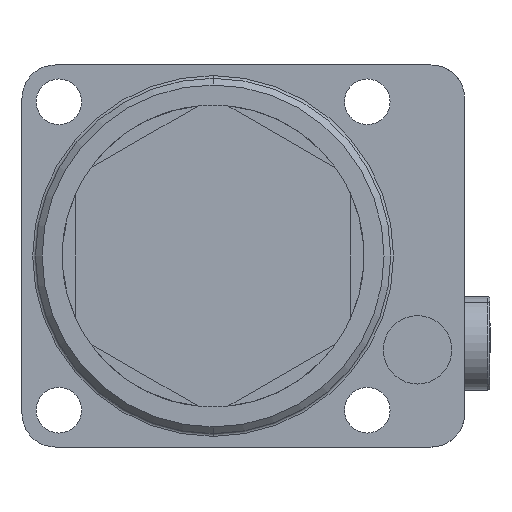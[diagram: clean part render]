
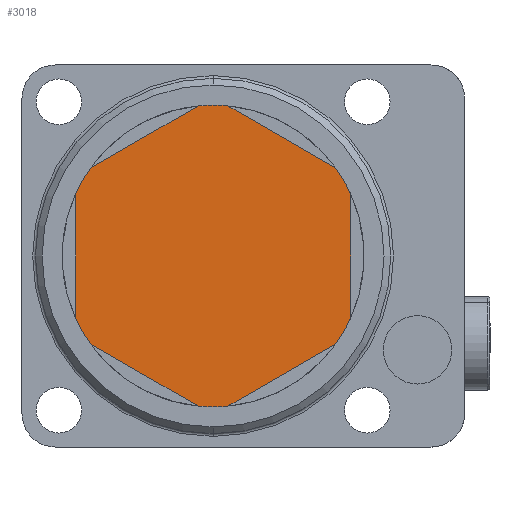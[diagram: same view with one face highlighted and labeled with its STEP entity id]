
A CAD part, front view. The second image highlights one B-rep face of the part: STEP entity #3018.
In plain terms, the highlighted planar face has unit normal (0, -1, 0).
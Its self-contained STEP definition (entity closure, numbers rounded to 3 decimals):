
#339 = ORIENTED_EDGE ( 'NONE', *, *, #4785, .T. ) ;
#420 = ORIENTED_EDGE ( 'NONE', *, *, #4793, .T. ) ;
#520 = ORIENTED_EDGE ( 'NONE', *, *, #4720, .T. ) ;
#522 = ORIENTED_EDGE ( 'NONE', *, *, #4777, .T. ) ;
#529 = ORIENTED_EDGE ( 'NONE', *, *, #4781, .T. ) ;
#587 = ORIENTED_EDGE ( 'NONE', *, *, #4724, .T. ) ;
#605 = EDGE_LOOP ( 'NONE', ( #529, #763, #522, #520, #784, #750, #420, #738, #704, #587, #751, #747, #339, #776 ) ) ;
#702 = VERTEX_POINT ( 'NONE', #2106 ) ;
#704 = ORIENTED_EDGE ( 'NONE', *, *, #4794, .T. ) ;
#738 = ORIENTED_EDGE ( 'NONE', *, *, #4728, .T. ) ;
#747 = ORIENTED_EDGE ( 'NONE', *, *, #4795, .T. ) ;
#750 = ORIENTED_EDGE ( 'NONE', *, *, #4732, .T. ) ;
#751 = ORIENTED_EDGE ( 'NONE', *, *, #4789, .T. ) ;
#763 = ORIENTED_EDGE ( 'NONE', *, *, #4791, .T. ) ;
#776 = ORIENTED_EDGE ( 'NONE', *, *, #4796, .T. ) ;
#784 = ORIENTED_EDGE ( 'NONE', *, *, #4792, .T. ) ;
#1563 = CARTESIAN_POINT ( 'NONE',  ( 20.5, -20., 9.274 ) ) ;
#1581 = CARTESIAN_POINT ( 'NONE',  ( -18.281, -20., 13.117 ) ) ;
#1585 = CARTESIAN_POINT ( 'NONE',  ( 18.281, -20., -13.117 ) ) ;
#1801 = CARTESIAN_POINT ( 'NONE',  ( 2.219, -20., 22.39 ) ) ;
#1857 = CARTESIAN_POINT ( 'NONE',  ( -2.219, -20., 22.39 ) ) ;
#1884 = CARTESIAN_POINT ( 'NONE',  ( -20.5, -20., 9.274 ) ) ;
#1975 = CARTESIAN_POINT ( 'NONE',  ( 0., -20., -22.5 ) ) ;
#1976 = DIRECTION ( 'NONE',  ( 0., 0., -1. ) ) ;
#1977 = DIRECTION ( 'NONE',  ( 0., -1., 0. ) ) ;
#1982 = PLANE ( 'NONE',  #4673 ) ;
#1984 = CARTESIAN_POINT ( 'NONE',  ( 0., -20., 0. ) ) ;
#2065 = CARTESIAN_POINT ( 'NONE',  ( 18.281, -20., 13.117 ) ) ;
#2069 = CARTESIAN_POINT ( 'NONE',  ( 20.5, -20., -9.274 ) ) ;
#2077 = CARTESIAN_POINT ( 'NONE',  ( 0., -20., 22.5 ) ) ;
#2080 = CARTESIAN_POINT ( 'NONE',  ( -18.281, -20., -13.117 ) ) ;
#2106 = CARTESIAN_POINT ( 'NONE',  ( 2.219, -20., -22.39 ) ) ;
#2107 = CARTESIAN_POINT ( 'NONE',  ( -2.219, -20., -22.39 ) ) ;
#2114 = CARTESIAN_POINT ( 'NONE',  ( -20.5, -20., -9.274 ) ) ;
#2305 = VECTOR ( 'NONE', #3512, 1000. ) ;
#2307 = VECTOR ( 'NONE', #3518, 1000. ) ;
#2308 = LINE ( 'NONE', #3515, #2305 ) ;
#2309 = VECTOR ( 'NONE', #3521, 1000. ) ;
#2310 = LINE ( 'NONE', #3520, #2307 ) ;
#2311 = VECTOR ( 'NONE', #3524, 1000. ) ;
#2312 = LINE ( 'NONE', #3523, #2309 ) ;
#2313 = VECTOR ( 'NONE', #3526, 1000. ) ;
#2314 = LINE ( 'NONE', #3525, #2311 ) ;
#2315 = VECTOR ( 'NONE', #3536, 1000. ) ;
#2316 = LINE ( 'NONE', #3527, #2313 ) ;
#2317 = LINE ( 'NONE', #3537, #2315 ) ;
#2320 = CIRCLE ( 'NONE', #4459, 22.5 ) ;
#2326 = CIRCLE ( 'NONE', #4461, 22.5 ) ;
#2332 = CIRCLE ( 'NONE', #4463, 22.5 ) ;
#2337 = CIRCLE ( 'NONE', #4465, 22.5 ) ;
#2408 = CIRCLE ( 'NONE', #4477, 22.5 ) ;
#2414 = CIRCLE ( 'NONE', #4479, 22.5 ) ;
#2423 = CIRCLE ( 'NONE', #4481, 22.5 ) ;
#2426 = CIRCLE ( 'NONE', #4483, 22.5 ) ;
#2719 = FACE_OUTER_BOUND ( 'NONE', #605, .T. ) ;
#2786 = VERTEX_POINT ( 'NONE', #2114 ) ;
#2792 = VERTEX_POINT ( 'NONE', #2107 ) ;
#2814 = VERTEX_POINT ( 'NONE', #2080 ) ;
#2816 = VERTEX_POINT ( 'NONE', #2077 ) ;
#2823 = VERTEX_POINT ( 'NONE', #2069 ) ;
#2826 = VERTEX_POINT ( 'NONE', #2065 ) ;
#2865 = VERTEX_POINT ( 'NONE', #1975 ) ;
#2891 = VERTEX_POINT ( 'NONE', #1884 ) ;
#2897 = VERTEX_POINT ( 'NONE', #1857 ) ;
#2912 = VERTEX_POINT ( 'NONE', #1801 ) ;
#2971 = VERTEX_POINT ( 'NONE', #1585 ) ;
#2973 = VERTEX_POINT ( 'NONE', #1581 ) ;
#2978 = VERTEX_POINT ( 'NONE', #1563 ) ;
#3018 = ADVANCED_FACE ( 'NONE', ( #2719 ), #1982, .T. ) ;
#3171 = DIRECTION ( 'NONE',  ( 0., 0., -1. ) ) ;
#3177 = CARTESIAN_POINT ( 'NONE',  ( 0., -20., 0. ) ) ;
#3183 = DIRECTION ( 'NONE',  ( 0., -1., 0. ) ) ;
#3208 = DIRECTION ( 'NONE',  ( 0., -1., 0. ) ) ;
#3210 = CARTESIAN_POINT ( 'NONE',  ( 0., -20., 0. ) ) ;
#3230 = DIRECTION ( 'NONE',  ( 0., 0., -1. ) ) ;
#3254 = DIRECTION ( 'NONE',  ( 0., 0., -1. ) ) ;
#3269 = DIRECTION ( 'NONE',  ( 0., -1., 0. ) ) ;
#3275 = CARTESIAN_POINT ( 'NONE',  ( 0., -20., 0. ) ) ;
#3320 = DIRECTION ( 'NONE',  ( 0., 0., -1. ) ) ;
#3327 = DIRECTION ( 'NONE',  ( 0., -1., 0. ) ) ;
#3372 = CARTESIAN_POINT ( 'NONE',  ( 0., -20., 0. ) ) ;
#3512 = DIRECTION ( 'NONE',  ( 0., 0., -1. ) ) ;
#3515 = CARTESIAN_POINT ( 'NONE',  ( -20.5, -20., 0. ) ) ;
#3518 = DIRECTION ( 'NONE',  ( -0.866, 0., -0.5 ) ) ;
#3520 = CARTESIAN_POINT ( 'NONE',  ( -10.25, -20., 17.754 ) ) ;
#3521 = DIRECTION ( 'NONE',  ( -0.866, 0., 0.5 ) ) ;
#3523 = CARTESIAN_POINT ( 'NONE',  ( 10.25, -20., 17.754 ) ) ;
#3524 = DIRECTION ( 'NONE',  ( 0., 0., 1. ) ) ;
#3525 = CARTESIAN_POINT ( 'NONE',  ( 20.5, -20., 0. ) ) ;
#3526 = DIRECTION ( 'NONE',  ( 0.866, 0., 0.5 ) ) ;
#3527 = CARTESIAN_POINT ( 'NONE',  ( 10.25, -20., -17.754 ) ) ;
#3532 = DIRECTION ( 'NONE',  ( 0., 0., -1. ) ) ;
#3534 = DIRECTION ( 'NONE',  ( 0., -1., 0. ) ) ;
#3535 = CARTESIAN_POINT ( 'NONE',  ( 0., -20., 0. ) ) ;
#3536 = DIRECTION ( 'NONE',  ( 0.866, 0., -0.5 ) ) ;
#3537 = CARTESIAN_POINT ( 'NONE',  ( -10.25, -20., -17.754 ) ) ;
#3543 = DIRECTION ( 'NONE',  ( 0., 0., -1. ) ) ;
#3544 = DIRECTION ( 'NONE',  ( 0., -1., 0. ) ) ;
#3545 = CARTESIAN_POINT ( 'NONE',  ( 0., -20., 0. ) ) ;
#3561 = DIRECTION ( 'NONE',  ( 0., 0., -1. ) ) ;
#3562 = DIRECTION ( 'NONE',  ( 0., -1., 0. ) ) ;
#3566 = CARTESIAN_POINT ( 'NONE',  ( 0., -20., 0. ) ) ;
#3578 = DIRECTION ( 'NONE',  ( 0., 0., -1. ) ) ;
#3579 = DIRECTION ( 'NONE',  ( 0., -1., 0. ) ) ;
#3581 = CARTESIAN_POINT ( 'NONE',  ( 0., -20., 0. ) ) ;
#4459 = AXIS2_PLACEMENT_3D ( 'NONE', #3535, #3534, #3532 ) ;
#4461 = AXIS2_PLACEMENT_3D ( 'NONE', #3545, #3544, #3543 ) ;
#4463 = AXIS2_PLACEMENT_3D ( 'NONE', #3566, #3562, #3561 ) ;
#4465 = AXIS2_PLACEMENT_3D ( 'NONE', #3581, #3579, #3578 ) ;
#4477 = AXIS2_PLACEMENT_3D ( 'NONE', #3177, #3183, #3171 ) ;
#4479 = AXIS2_PLACEMENT_3D ( 'NONE', #3210, #3208, #3230 ) ;
#4481 = AXIS2_PLACEMENT_3D ( 'NONE', #3275, #3269, #3254 ) ;
#4483 = AXIS2_PLACEMENT_3D ( 'NONE', #3372, #3327, #3320 ) ;
#4673 = AXIS2_PLACEMENT_3D ( 'NONE', #1984, #1977, #1976 ) ;
#4720 = EDGE_CURVE ( 'NONE', #2865, #702, #2426, .T. ) ;
#4724 = EDGE_CURVE ( 'NONE', #2912, #2816, #2423, .T. ) ;
#4728 = EDGE_CURVE ( 'NONE', #2978, #2826, #2414, .T. ) ;
#4732 = EDGE_CURVE ( 'NONE', #2971, #2823, #2408, .T. ) ;
#4777 = EDGE_CURVE ( 'NONE', #2792, #2865, #2337, .T. ) ;
#4781 = EDGE_CURVE ( 'NONE', #2786, #2814, #2332, .T. ) ;
#4785 = EDGE_CURVE ( 'NONE', #2973, #2891, #2326, .T. ) ;
#4789 = EDGE_CURVE ( 'NONE', #2816, #2897, #2320, .T. ) ;
#4791 = EDGE_CURVE ( 'NONE', #2814, #2792, #2317, .T. ) ;
#4792 = EDGE_CURVE ( 'NONE', #702, #2971, #2316, .T. ) ;
#4793 = EDGE_CURVE ( 'NONE', #2823, #2978, #2314, .T. ) ;
#4794 = EDGE_CURVE ( 'NONE', #2826, #2912, #2312, .T. ) ;
#4795 = EDGE_CURVE ( 'NONE', #2897, #2973, #2310, .T. ) ;
#4796 = EDGE_CURVE ( 'NONE', #2891, #2786, #2308, .T. ) ;
